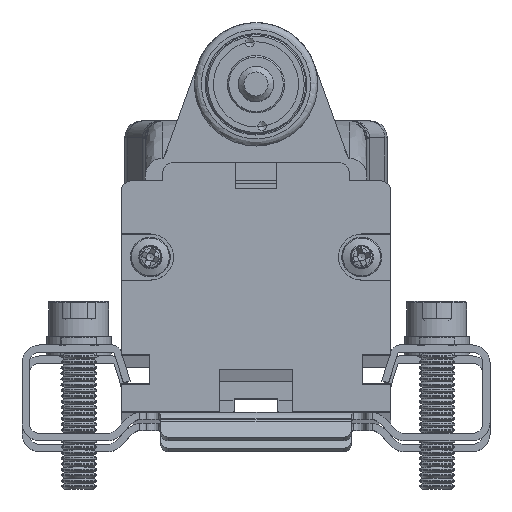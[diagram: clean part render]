
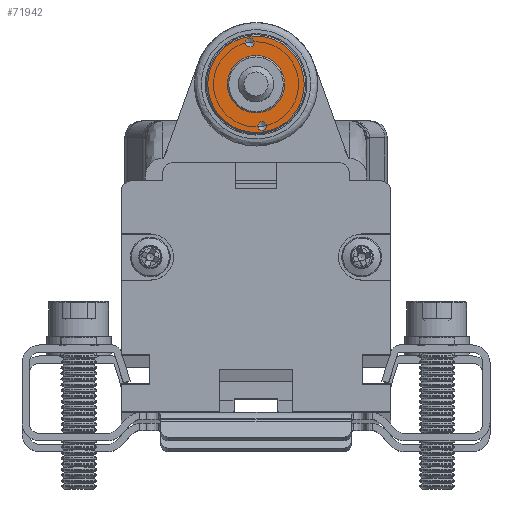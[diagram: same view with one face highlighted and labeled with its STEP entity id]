
A CAD part, top view. The second image highlights one B-rep face of the part: STEP entity #71942.
In plain terms, the highlighted planar face has unit normal (0, 0, 1).
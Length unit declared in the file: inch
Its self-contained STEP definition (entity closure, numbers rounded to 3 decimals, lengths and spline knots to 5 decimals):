
#815 = CIRCLE ( 'NONE', #65475, 0.02559 ) ;
#2370 = AXIS2_PLACEMENT_3D ( 'NONE', #41050, #7852, #42854 ) ;
#3003 = AXIS2_PLACEMENT_3D ( 'NONE', #55094, #20987, #5341 ) ;
#5341 = DIRECTION ( 'NONE',  ( -0.989, -0.148, 0. ) ) ;
#7852 = DIRECTION ( 'NONE',  ( 0., 0., -1. ) ) ;
#11275 = VERTEX_POINT ( 'NONE', #19331 ) ;
#12880 = ORIENTED_EDGE ( 'NONE', *, *, #37301, .T. ) ;
#15755 = DIRECTION ( 'NONE',  ( 0.148, -0.989, 0. ) ) ;
#19331 = CARTESIAN_POINT ( 'NONE',  ( 0.68802, 2.10189, 6.1811 ) ) ;
#19702 = PLANE ( 'NONE',  #3003 ) ;
#20987 = DIRECTION ( 'NONE',  ( 0., 0., 1. ) ) ;
#22784 = EDGE_CURVE ( 'NONE', #59325, #59325, #29408, .T. ) ;
#29408 = CIRCLE ( 'NONE', #55181, 0.26772 ) ;
#34239 = ORIENTED_EDGE ( 'NONE', *, *, #22784, .F. ) ;
#36014 = CARTESIAN_POINT ( 'NONE',  ( 0.74803, 1.87402, 6.1811 ) ) ;
#37301 = EDGE_CURVE ( 'NONE', #38550, #38550, #41052, .T. ) ;
#38550 = VERTEX_POINT ( 'NONE', #74610 ) ;
#38853 = DIRECTION ( 'NONE',  ( 0., 0., -1. ) ) ;
#39739 = CARTESIAN_POINT ( 'NONE',  ( 0.71333, 2.10568, 6.1811 ) ) ;
#41050 = CARTESIAN_POINT ( 'NONE',  ( 0.78273, 1.64235, 6.1811 ) ) ;
#41052 = CIRCLE ( 'NONE', #2370, 0.02559 ) ;
#42244 = DIRECTION ( 'NONE',  ( 0., 0., -1. ) ) ;
#42854 = DIRECTION ( 'NONE',  ( -0.989, -0.148, 0. ) ) ;
#49355 = EDGE_LOOP ( 'NONE', ( #34239 ) ) ;
#55094 = CARTESIAN_POINT ( 'NONE',  ( 0.74803, 1.87402, 6.1811 ) ) ;
#55181 = AXIS2_PLACEMENT_3D ( 'NONE', #36014, #42244, #15755 ) ;
#58418 = CARTESIAN_POINT ( 'NONE',  ( 0.78769, 1.60925, 6.1811 ) ) ;
#59325 = VERTEX_POINT ( 'NONE', #58418 ) ;
#61599 = EDGE_CURVE ( 'NONE', #11275, #11275, #815, .T. ) ;
#65475 = AXIS2_PLACEMENT_3D ( 'NONE', #39739, #38853, #80846 ) ;
#71942 = ADVANCED_FACE ( 'NONE', ( #82757, #88210, #82312 ), #19702, .T. ) ;
#74469 = EDGE_LOOP ( 'NONE', ( #12880 ) ) ;
#74610 = CARTESIAN_POINT ( 'NONE',  ( 0.75742, 1.63856, 6.1811 ) ) ;
#76783 = ORIENTED_EDGE ( 'NONE', *, *, #61599, .T. ) ;
#77975 = EDGE_LOOP ( 'NONE', ( #76783 ) ) ;
#80846 = DIRECTION ( 'NONE',  ( -0.989, -0.148, 0. ) ) ;
#82312 = FACE_OUTER_BOUND ( 'NONE', #49355, .T. ) ;
#82757 = FACE_BOUND ( 'NONE', #74469, .T. ) ;
#88210 = FACE_BOUND ( 'NONE', #77975, .T. ) ;
